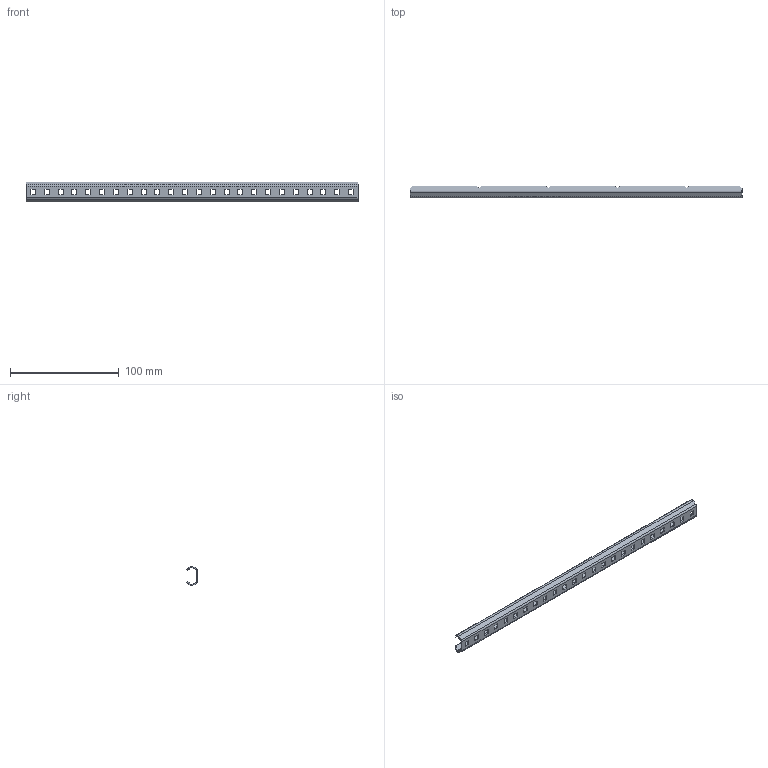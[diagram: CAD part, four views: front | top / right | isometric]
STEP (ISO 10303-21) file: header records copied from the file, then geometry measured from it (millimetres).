
FILE_DESCRIPTION(/* description */ (''),/* implementation_level */ '2;1');
FILE_NAME(/* name */ 'Linear Slide-Inner.ipt.step',/* time_stamp */ '2020-04-16T23:03:54-04:00',/* author */ ('Hannah'),/* organization */ (''),/* preprocessor_version */ 'ST-DEVELOPER v17',/* originating_system */ 'Autodesk Inventor 2019',/* authorisation */ '');
FILE_SCHEMA (('AUTOMOTIVE_DESIGN { 1 0 10303 214 3 1 1 }'));
Length unit declared in the file: inch
Products named in the file (1): Linear Slide-Inner
Bounding box: 304.8 x 10.36 x 18.34 mm (x, y, z)
Volume: 11450.4 mm3; surface area: 20895.3 mm2
Topology: 1 solids, 1 shells, 258 faces, 761 edges, 506 vertices
Faces by surface type: plane 154, cylinder 104
Entity records: 8663 total; most frequent: DIRECTION 1510, CARTESIAN_POINT 1501, ORIENTED_EDGE 1472, EDGE_CURVE 736, LINE 528, VECTOR 528, AXIS2_PLACEMENT_3D 491, VERTEX_POINT 480
